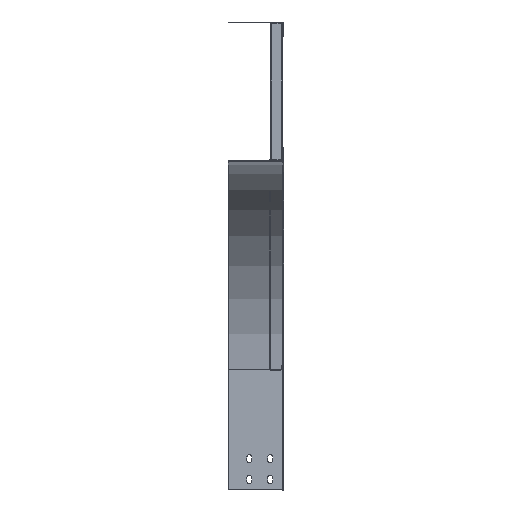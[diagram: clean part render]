
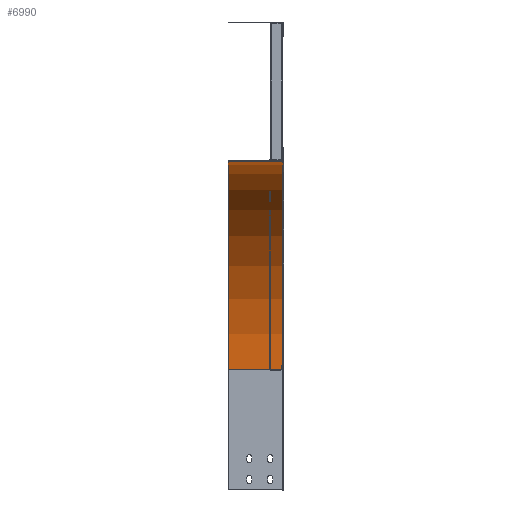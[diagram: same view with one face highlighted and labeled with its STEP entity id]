
A CAD part, left-side view. The second image highlights one B-rep face of the part: STEP entity #6990.
In plain terms, the highlighted cylindrical face has radius 298.8 mm (diameter 597.6 mm), a partial arc.
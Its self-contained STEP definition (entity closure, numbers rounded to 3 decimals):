
#848 = LINE ( 'NONE', #10237, #850 ) ;
#850 = VECTOR ( 'NONE', #10238, 1000. ) ;
#898 = CIRCLE ( 'NONE', #11521, 298.8 ) ;
#1386 = EDGE_LOOP ( 'NONE', ( #9299, #9298, #9297, #9296 ) ) ;
#1888 = CARTESIAN_POINT ( 'NONE',  ( -400., -18., -2.6 ) ) ;
#1890 = DIRECTION ( 'NONE',  ( 0., -1., 0. ) ) ;
#2018 = CARTESIAN_POINT ( 'NONE',  ( -400., 60.201, -301.4 ) ) ;
#2019 = DIRECTION ( 'NONE',  ( 0., 1., 0. ) ) ;
#2020 = DIRECTION ( 'NONE',  ( 1., 0., 0. ) ) ;
#2737 = CARTESIAN_POINT ( 'NONE',  ( -101.2, -18., -301.4 ) ) ;
#2768 = CARTESIAN_POINT ( 'NONE',  ( -101.2, 60.201, -301.4 ) ) ;
#2798 = CARTESIAN_POINT ( 'NONE',  ( -400., -18., -2.6 ) ) ;
#2808 = CARTESIAN_POINT ( 'NONE',  ( -400., 60.201, -2.6 ) ) ;
#3626 = LINE ( 'NONE', #1888, #3631 ) ;
#3631 = VECTOR ( 'NONE', #1890, 1000. ) ;
#3794 = CIRCLE ( 'NONE', #11564, 298.8 ) ;
#3990 = AXIS2_PLACEMENT_3D ( 'NONE', #7689, #7687, #7685 ) ;
#6990 = ADVANCED_FACE ( 'NONE', ( #8199 ), #8204, .F. ) ;
#7685 = DIRECTION ( 'NONE',  ( 1., 0., 0. ) ) ;
#7687 = DIRECTION ( 'NONE',  ( 0., 1., 0. ) ) ;
#7689 = CARTESIAN_POINT ( 'NONE',  ( -400., -19.8, -301.4 ) ) ;
#8199 = FACE_OUTER_BOUND ( 'NONE', #1386, .T. ) ;
#8204 = CYLINDRICAL_SURFACE ( 'NONE', #3990, 298.8 ) ;
#9296 = ORIENTED_EDGE ( 'NONE', *, *, #12334, .F. ) ;
#9297 = ORIENTED_EDGE ( 'NONE', *, *, #12292, .T. ) ;
#9298 = ORIENTED_EDGE ( 'NONE', *, *, #12237, .F. ) ;
#9299 = ORIENTED_EDGE ( 'NONE', *, *, #12367, .F. ) ;
#9885 = VERTEX_POINT ( 'NONE', #2737 ) ;
#9916 = VERTEX_POINT ( 'NONE', #2768 ) ;
#9946 = VERTEX_POINT ( 'NONE', #2798 ) ;
#9956 = VERTEX_POINT ( 'NONE', #2808 ) ;
#10237 = CARTESIAN_POINT ( 'NONE',  ( -101.2, 44.26, -301.4 ) ) ;
#10238 = DIRECTION ( 'NONE',  ( 0., 1., 0. ) ) ;
#10326 = CARTESIAN_POINT ( 'NONE',  ( -400., -18., -301.4 ) ) ;
#10327 = DIRECTION ( 'NONE',  ( 0., 1., 0. ) ) ;
#10328 = DIRECTION ( 'NONE',  ( 1., 0., 0. ) ) ;
#11521 = AXIS2_PLACEMENT_3D ( 'NONE', #10326, #10327, #10328 ) ;
#11564 = AXIS2_PLACEMENT_3D ( 'NONE', #2018, #2019, #2020 ) ;
#12237 = EDGE_CURVE ( 'NONE', #9956, #9946, #3626, .T. ) ;
#12292 = EDGE_CURVE ( 'NONE', #9956, #9916, #3794, .T. ) ;
#12334 = EDGE_CURVE ( 'NONE', #9885, #9916, #848, .T. ) ;
#12367 = EDGE_CURVE ( 'NONE', #9946, #9885, #898, .T. ) ;
